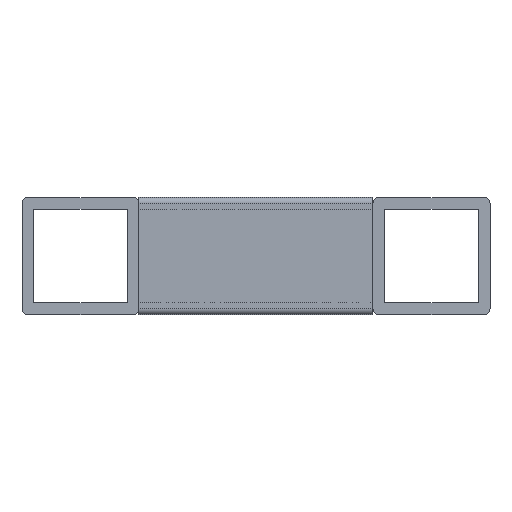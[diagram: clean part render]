
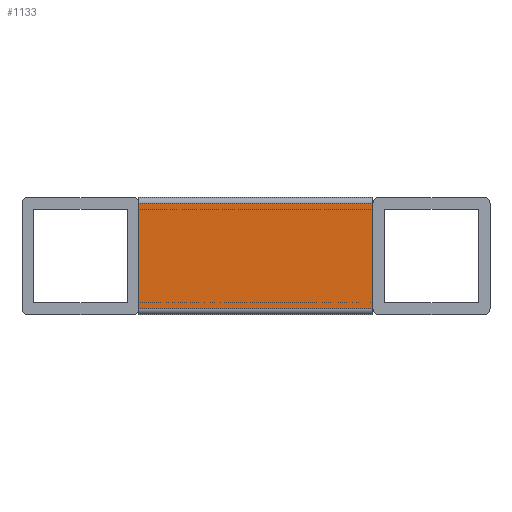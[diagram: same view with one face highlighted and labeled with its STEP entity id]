
A CAD part, front view. The second image highlights one B-rep face of the part: STEP entity #1133.
In plain terms, the highlighted planar face has unit normal (0, -1, 0).
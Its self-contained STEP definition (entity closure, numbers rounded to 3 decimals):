
#16 = VECTOR ( 'NONE', #2479, 1000. ) ;
#41 = ORIENTED_EDGE ( 'NONE', *, *, #884, .F. ) ;
#112 = CARTESIAN_POINT ( 'NONE',  ( -30., 182.513, -9. ) ) ;
#225 = VERTEX_POINT ( 'NONE', #1996 ) ;
#302 = VERTEX_POINT ( 'NONE', #415 ) ;
#415 = CARTESIAN_POINT ( 'NONE',  ( -17.487, 182.513, 9. ) ) ;
#437 = LINE ( 'NONE', #112, #16 ) ;
#535 = CARTESIAN_POINT ( 'NONE',  ( -30., 182.513, 9. ) ) ;
#580 = CARTESIAN_POINT ( 'NONE',  ( -17.487, 182.513, -9. ) ) ;
#607 = DIRECTION ( 'NONE',  ( 0., 0., 1. ) ) ;
#625 = VERTEX_POINT ( 'NONE', #580 ) ;
#794 = CARTESIAN_POINT ( 'NONE',  ( 22.513, 182.513, -9. ) ) ;
#884 = EDGE_CURVE ( 'NONE', #302, #225, #1045, .T. ) ;
#1045 = LINE ( 'NONE', #535, #1335 ) ;
#1133 = ADVANCED_FACE ( 'NONE', ( #1333 ), #2099, .F. ) ;
#1315 = AXIS2_PLACEMENT_3D ( 'NONE', #1831, #2061, #1603 ) ;
#1333 = FACE_OUTER_BOUND ( 'NONE', #1852, .T. ) ;
#1335 = VECTOR ( 'NONE', #1998, 1000. ) ;
#1355 = VECTOR ( 'NONE', #1512, 1000. ) ;
#1512 = DIRECTION ( 'NONE',  ( 0., 0., -1. ) ) ;
#1603 = DIRECTION ( 'NONE',  ( 0., 0., 1. ) ) ;
#1727 = ORIENTED_EDGE ( 'NONE', *, *, #2816, .F. ) ;
#1818 = CARTESIAN_POINT ( 'NONE',  ( -17.487, 182.513, -9. ) ) ;
#1831 = CARTESIAN_POINT ( 'NONE',  ( -30., 182.513, -9. ) ) ;
#1852 = EDGE_LOOP ( 'NONE', ( #1918, #41, #1727, #2787 ) ) ;
#1918 = ORIENTED_EDGE ( 'NONE', *, *, #1923, .F. ) ;
#1923 = EDGE_CURVE ( 'NONE', #225, #2704, #2244, .T. ) ;
#1969 = EDGE_CURVE ( 'NONE', #625, #2704, #437, .T. ) ;
#1996 = CARTESIAN_POINT ( 'NONE',  ( 22.513, 182.513, 9. ) ) ;
#1998 = DIRECTION ( 'NONE',  ( 1., 0., 0. ) ) ;
#2061 = DIRECTION ( 'NONE',  ( 0., 1., 0. ) ) ;
#2099 = PLANE ( 'NONE',  #1315 ) ;
#2244 = LINE ( 'NONE', #794, #1355 ) ;
#2479 = DIRECTION ( 'NONE',  ( 1., 0., 0. ) ) ;
#2704 = VERTEX_POINT ( 'NONE', #3006 ) ;
#2787 = ORIENTED_EDGE ( 'NONE', *, *, #1969, .T. ) ;
#2816 = EDGE_CURVE ( 'NONE', #625, #302, #2847, .T. ) ;
#2847 = LINE ( 'NONE', #1818, #3037 ) ;
#3006 = CARTESIAN_POINT ( 'NONE',  ( 22.513, 182.513, -9. ) ) ;
#3037 = VECTOR ( 'NONE', #607, 1000. ) ;
